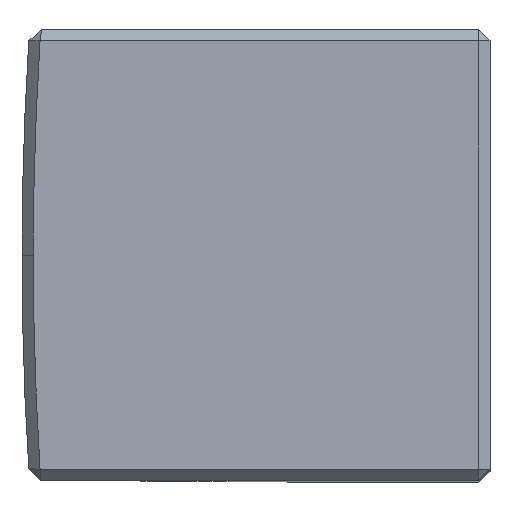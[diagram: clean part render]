
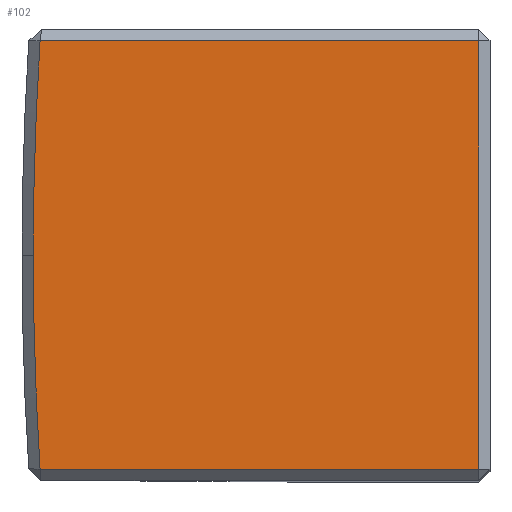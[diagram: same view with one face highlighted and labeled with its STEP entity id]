
A CAD part, top view. The second image highlights one B-rep face of the part: STEP entity #102.
In plain terms, the highlighted planar face has unit normal (0, 0, 1).
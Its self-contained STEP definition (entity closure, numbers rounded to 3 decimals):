
#50 = EDGE_CURVE ( 'NONE', #213, #465, #1954, .T. ) ;
#97 = DIRECTION ( 'NONE',  ( -1., 0., 0. ) ) ;
#102 = ADVANCED_FACE ( 'NONE', ( #1766 ), #1011, .F. ) ;
#111 = ORIENTED_EDGE ( 'NONE', *, *, #1726, .T. ) ;
#113 = EDGE_LOOP ( 'NONE', ( #858, #1463, #777, #378, #111 ) ) ;
#129 = CARTESIAN_POINT ( 'NONE',  ( -7.979, 3.8, 13.6 ) ) ;
#213 = VERTEX_POINT ( 'NONE', #384 ) ;
#287 = AXIS2_PLACEMENT_3D ( 'NONE', #1579, #1288, #672 ) ;
#290 = DIRECTION ( 'NONE',  ( 1., 0., 0. ) ) ;
#378 = ORIENTED_EDGE ( 'NONE', *, *, #1905, .T. ) ;
#384 = CARTESIAN_POINT ( 'NONE',  ( -8.1, 0., 13.6 ) ) ;
#407 = VERTEX_POINT ( 'NONE', #129 ) ;
#439 = DIRECTION ( 'NONE',  ( 0., 1., 0. ) ) ;
#465 = VERTEX_POINT ( 'NONE', #1269 ) ;
#574 = CARTESIAN_POINT ( 'NONE',  ( -0.2, -3.8, 13.6 ) ) ;
#598 = CARTESIAN_POINT ( 'NONE',  ( -3.8, -3.8, 13.6 ) ) ;
#652 = VECTOR ( 'NONE', #1632, 1000. ) ;
#672 = DIRECTION ( 'NONE',  ( -1., 0., 0. ) ) ;
#688 = VERTEX_POINT ( 'NONE', #574 ) ;
#709 = AXIS2_PLACEMENT_3D ( 'NONE', #1171, #1449, #97 ) ;
#777 = ORIENTED_EDGE ( 'NONE', *, *, #1296, .T. ) ;
#793 = EDGE_CURVE ( 'NONE', #407, #213, #1927, .T. ) ;
#858 = ORIENTED_EDGE ( 'NONE', *, *, #793, .T. ) ;
#878 = CARTESIAN_POINT ( 'NONE',  ( -3.8, 3.8, 13.6 ) ) ;
#1011 = PLANE ( 'NONE',  #1831 ) ;
#1044 = CARTESIAN_POINT ( 'NONE',  ( -0.2, -4., 13.6 ) ) ;
#1171 = CARTESIAN_POINT ( 'NONE',  ( 51.7, 0., 13.6 ) ) ;
#1180 = LINE ( 'NONE', #878, #652 ) ;
#1215 = LINE ( 'NONE', #598, #1451 ) ;
#1265 = VECTOR ( 'NONE', #439, 1000. ) ;
#1269 = CARTESIAN_POINT ( 'NONE',  ( -7.979, -3.8, 13.6 ) ) ;
#1288 = DIRECTION ( 'NONE',  ( 0., 0., 1. ) ) ;
#1296 = EDGE_CURVE ( 'NONE', #465, #688, #1215, .T. ) ;
#1302 = CARTESIAN_POINT ( 'NONE',  ( -0.2, 3.8, 13.6 ) ) ;
#1318 = DIRECTION ( 'NONE',  ( -1., 0., 0. ) ) ;
#1335 = DIRECTION ( 'NONE',  ( 0., 0., -1. ) ) ;
#1449 = DIRECTION ( 'NONE',  ( 0., 0., 1. ) ) ;
#1451 = VECTOR ( 'NONE', #290, 1000. ) ;
#1463 = ORIENTED_EDGE ( 'NONE', *, *, #50, .T. ) ;
#1526 = LINE ( 'NONE', #1044, #1265 ) ;
#1579 = CARTESIAN_POINT ( 'NONE',  ( 51.7, 0., 13.6 ) ) ;
#1632 = DIRECTION ( 'NONE',  ( -1., 0., 0. ) ) ;
#1726 = EDGE_CURVE ( 'NONE', #1790, #407, #1180, .T. ) ;
#1766 = FACE_OUTER_BOUND ( 'NONE', #113, .T. ) ;
#1779 = CARTESIAN_POINT ( 'NONE',  ( -3.8, -4., 13.6 ) ) ;
#1790 = VERTEX_POINT ( 'NONE', #1302 ) ;
#1831 = AXIS2_PLACEMENT_3D ( 'NONE', #1779, #1335, #1318 ) ;
#1905 = EDGE_CURVE ( 'NONE', #688, #1790, #1526, .T. ) ;
#1927 = CIRCLE ( 'NONE', #287, 59.8 ) ;
#1954 = CIRCLE ( 'NONE', #709, 59.8 ) ;
